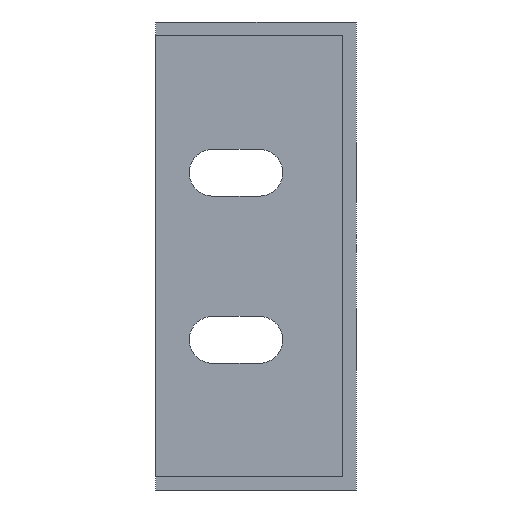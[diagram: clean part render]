
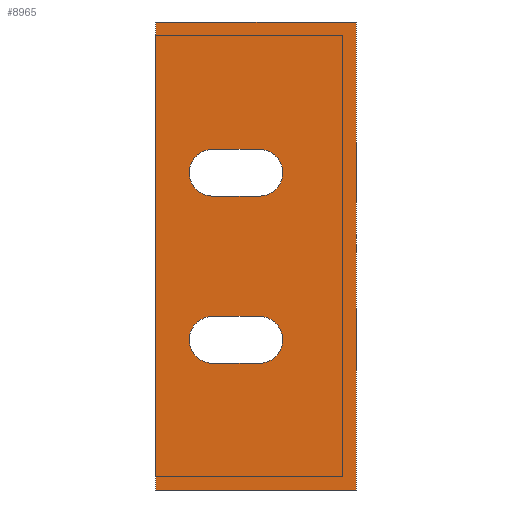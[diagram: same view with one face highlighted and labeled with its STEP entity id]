
A CAD part, left-side view. The second image highlights one B-rep face of the part: STEP entity #8965.
In plain terms, the highlighted planar face has unit normal (-1, 0, 0).
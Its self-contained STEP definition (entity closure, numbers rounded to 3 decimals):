
#19 = ORIENTED_EDGE ( 'NONE', *, *, #26023, .T. ) ;
#269 = CARTESIAN_POINT ( 'NONE',  ( -551., 21.5, -9.046 ) ) ;
#429 = CARTESIAN_POINT ( 'NONE',  ( -551., 0., -35. ) ) ;
#522 = CARTESIAN_POINT ( 'NONE',  ( -551., 21.5, -16.046 ) ) ;
#943 = CARTESIAN_POINT ( 'NONE',  ( -551., 0., 35. ) ) ;
#994 = LINE ( 'NONE', #10158, #13634 ) ;
#1438 = CARTESIAN_POINT ( 'NONE',  ( -551., 21.5, -12.546 ) ) ;
#1515 = CARTESIAN_POINT ( 'NONE',  ( -551., 14.5, -9.046 ) ) ;
#1639 = EDGE_CURVE ( 'NONE', #28689, #6971, #12041, .T. ) ;
#1733 = FACE_BOUND ( 'NONE', #27070, .T. ) ;
#1805 = CARTESIAN_POINT ( 'NONE',  ( -551., 21.5, -16.046 ) ) ;
#2045 = FACE_BOUND ( 'NONE', #2428, .T. ) ;
#2428 = EDGE_LOOP ( 'NONE', ( #7523, #9026, #4228, #19 ) ) ;
#2757 = EDGE_CURVE ( 'NONE', #22905, #5856, #15528, .T. ) ;
#2876 = DIRECTION ( 'NONE',  ( 0., -1., 0. ) ) ;
#3070 = LINE ( 'NONE', #10529, #7682 ) ;
#4038 = DIRECTION ( 'NONE',  ( 1., 0., 0. ) ) ;
#4228 = ORIENTED_EDGE ( 'NONE', *, *, #25253, .T. ) ;
#4632 = CARTESIAN_POINT ( 'NONE',  ( -551., 30., 233.989 ) ) ;
#4881 = ORIENTED_EDGE ( 'NONE', *, *, #18205, .T. ) ;
#4957 = EDGE_CURVE ( 'NONE', #5856, #8158, #26036, .T. ) ;
#5290 = ORIENTED_EDGE ( 'NONE', *, *, #11130, .T. ) ;
#5474 = VECTOR ( 'NONE', #28853, 1000. ) ;
#5848 = CARTESIAN_POINT ( 'NONE',  ( -551., 21.5, 15.954 ) ) ;
#5856 = VERTEX_POINT ( 'NONE', #19496 ) ;
#6971 = VERTEX_POINT ( 'NONE', #7133 ) ;
#6994 = ORIENTED_EDGE ( 'NONE', *, *, #17463, .T. ) ;
#7101 = CARTESIAN_POINT ( 'NONE',  ( -551., 14.5, 15.954 ) ) ;
#7133 = CARTESIAN_POINT ( 'NONE',  ( -551., 0., -35. ) ) ;
#7317 = VERTEX_POINT ( 'NONE', #18265 ) ;
#7523 = ORIENTED_EDGE ( 'NONE', *, *, #2757, .T. ) ;
#7682 = VECTOR ( 'NONE', #26737, 1000. ) ;
#7968 = CARTESIAN_POINT ( 'NONE',  ( -551., 30., -35. ) ) ;
#8102 = DIRECTION ( 'NONE',  ( 1., 0., 0. ) ) ;
#8158 = VERTEX_POINT ( 'NONE', #1805 ) ;
#8368 = DIRECTION ( 'NONE',  ( 0., -1., 0. ) ) ;
#8697 = AXIS2_PLACEMENT_3D ( 'NONE', #20308, #23802, #14039 ) ;
#8765 = DIRECTION ( 'NONE',  ( 0., -1., 0. ) ) ;
#8965 = ADVANCED_FACE ( 'NONE', ( #29525, #1733, #2045 ), #27402, .T. ) ;
#9026 = ORIENTED_EDGE ( 'NONE', *, *, #4957, .T. ) ;
#9345 = CIRCLE ( 'NONE', #26430, 3.5 ) ;
#9676 = VECTOR ( 'NONE', #23720, 1000. ) ;
#10067 = ORIENTED_EDGE ( 'NONE', *, *, #10536, .T. ) ;
#10158 = CARTESIAN_POINT ( 'NONE',  ( -551., 14.5, 15.954 ) ) ;
#10529 = CARTESIAN_POINT ( 'NONE',  ( -551., 0., 35. ) ) ;
#10536 = EDGE_CURVE ( 'NONE', #13828, #7317, #13737, .T. ) ;
#10586 = DIRECTION ( 'NONE',  ( 1., 0., 0. ) ) ;
#10903 = CARTESIAN_POINT ( 'NONE',  ( -551., 0., 233.989 ) ) ;
#11046 = DIRECTION ( 'NONE',  ( 0., 1., 0. ) ) ;
#11130 = EDGE_CURVE ( 'NONE', #7317, #25360, #21335, .T. ) ;
#11362 = DIRECTION ( 'NONE',  ( -1., 0., 0. ) ) ;
#12041 = LINE ( 'NONE', #429, #28519 ) ;
#12220 = ORIENTED_EDGE ( 'NONE', *, *, #24157, .F. ) ;
#12529 = CARTESIAN_POINT ( 'NONE',  ( -551., 21.5, 8.954 ) ) ;
#13634 = VECTOR ( 'NONE', #28795, 1000. ) ;
#13737 = CIRCLE ( 'NONE', #25433, 3.5 ) ;
#13828 = VERTEX_POINT ( 'NONE', #7101 ) ;
#14039 = DIRECTION ( 'NONE',  ( 0., -1., 0. ) ) ;
#15135 = DIRECTION ( 'NONE',  ( 0., -1., 0. ) ) ;
#15338 = EDGE_CURVE ( 'NONE', #22379, #13828, #994, .T. ) ;
#15528 = CIRCLE ( 'NONE', #8697, 3.5 ) ;
#16307 = DIRECTION ( 'NONE',  ( 0., 1., 0. ) ) ;
#16333 = LINE ( 'NONE', #25640, #5474 ) ;
#17249 = CARTESIAN_POINT ( 'NONE',  ( -551., 30., 35. ) ) ;
#17463 = EDGE_CURVE ( 'NONE', #25360, #22379, #9345, .T. ) ;
#17713 = EDGE_LOOP ( 'NONE', ( #25963, #28029, #4881, #12220 ) ) ;
#18205 = EDGE_CURVE ( 'NONE', #6971, #20290, #16333, .T. ) ;
#18265 = CARTESIAN_POINT ( 'NONE',  ( -551., 14.5, 8.954 ) ) ;
#18329 = CIRCLE ( 'NONE', #19791, 3.5 ) ;
#19062 = AXIS2_PLACEMENT_3D ( 'NONE', #10903, #11362, #11046 ) ;
#19496 = CARTESIAN_POINT ( 'NONE',  ( -551., 14.5, -16.046 ) ) ;
#19714 = CARTESIAN_POINT ( 'NONE',  ( -551., 21.5, 12.454 ) ) ;
#19791 = AXIS2_PLACEMENT_3D ( 'NONE', #1438, #4038, #8765 ) ;
#19816 = CARTESIAN_POINT ( 'NONE',  ( -551., 14.5, -9.046 ) ) ;
#20290 = VERTEX_POINT ( 'NONE', #943 ) ;
#20308 = CARTESIAN_POINT ( 'NONE',  ( -551., 14.5, -12.546 ) ) ;
#20880 = CARTESIAN_POINT ( 'NONE',  ( -551., 21.5, 8.954 ) ) ;
#21149 = DIRECTION ( 'NONE',  ( 0., 1., 0. ) ) ;
#21335 = LINE ( 'NONE', #20880, #23419 ) ;
#22379 = VERTEX_POINT ( 'NONE', #5848 ) ;
#22404 = ORIENTED_EDGE ( 'NONE', *, *, #15338, .T. ) ;
#22905 = VERTEX_POINT ( 'NONE', #1515 ) ;
#23072 = VERTEX_POINT ( 'NONE', #269 ) ;
#23419 = VECTOR ( 'NONE', #16307, 1000. ) ;
#23720 = DIRECTION ( 'NONE',  ( 0., 0., -1. ) ) ;
#23802 = DIRECTION ( 'NONE',  ( 1., 0., 0. ) ) ;
#24157 = EDGE_CURVE ( 'NONE', #24524, #20290, #3070, .T. ) ;
#24524 = VERTEX_POINT ( 'NONE', #17249 ) ;
#24805 = LINE ( 'NONE', #4632, #9676 ) ;
#25083 = CARTESIAN_POINT ( 'NONE',  ( -551., 14.5, 12.454 ) ) ;
#25220 = VECTOR ( 'NONE', #21149, 1000. ) ;
#25253 = EDGE_CURVE ( 'NONE', #8158, #23072, #18329, .T. ) ;
#25360 = VERTEX_POINT ( 'NONE', #12529 ) ;
#25433 = AXIS2_PLACEMENT_3D ( 'NONE', #25083, #10586, #27386 ) ;
#25640 = CARTESIAN_POINT ( 'NONE',  ( -551., 0., 0. ) ) ;
#25963 = ORIENTED_EDGE ( 'NONE', *, *, #27981, .T. ) ;
#26023 = EDGE_CURVE ( 'NONE', #23072, #22905, #29279, .T. ) ;
#26036 = LINE ( 'NONE', #522, #25220 ) ;
#26430 = AXIS2_PLACEMENT_3D ( 'NONE', #19714, #8102, #15135 ) ;
#26667 = VECTOR ( 'NONE', #8368, 1000. ) ;
#26737 = DIRECTION ( 'NONE',  ( 0., -1., 0. ) ) ;
#27070 = EDGE_LOOP ( 'NONE', ( #6994, #22404, #10067, #5290 ) ) ;
#27386 = DIRECTION ( 'NONE',  ( 0., -1., 0. ) ) ;
#27402 = PLANE ( 'NONE',  #19062 ) ;
#27981 = EDGE_CURVE ( 'NONE', #24524, #28689, #24805, .T. ) ;
#28029 = ORIENTED_EDGE ( 'NONE', *, *, #1639, .T. ) ;
#28519 = VECTOR ( 'NONE', #2876, 1000. ) ;
#28689 = VERTEX_POINT ( 'NONE', #7968 ) ;
#28795 = DIRECTION ( 'NONE',  ( 0., -1., 0. ) ) ;
#28853 = DIRECTION ( 'NONE',  ( 0., 0., 1. ) ) ;
#29279 = LINE ( 'NONE', #19816, #26667 ) ;
#29525 = FACE_OUTER_BOUND ( 'NONE', #17713, .T. ) ;
